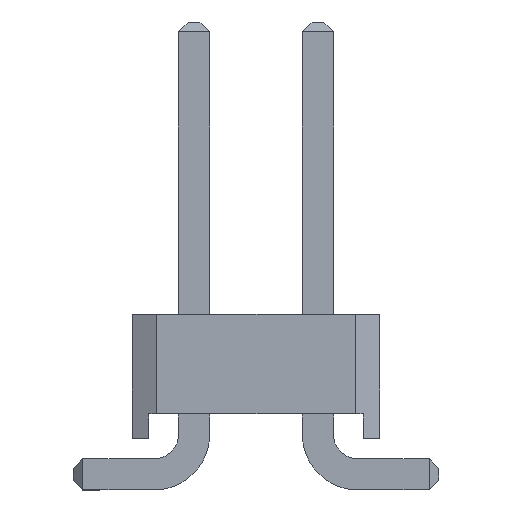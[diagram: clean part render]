
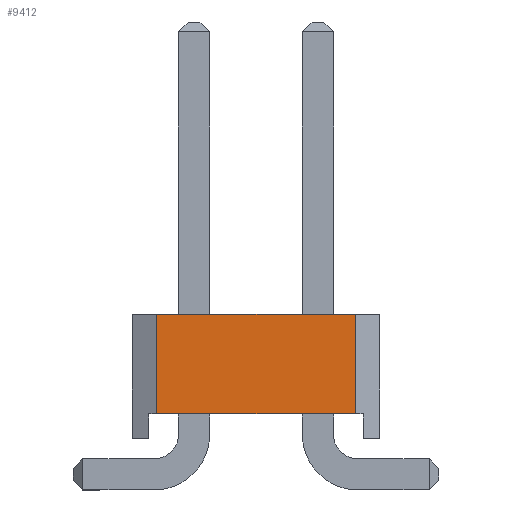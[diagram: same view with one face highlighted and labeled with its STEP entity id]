
A CAD part, front view. The second image highlights one B-rep face of the part: STEP entity #9412.
In plain terms, the highlighted face is planar.
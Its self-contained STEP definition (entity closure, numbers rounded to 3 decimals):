
#1484=ORIENTED_EDGE('',*,*,#2650,.F.);
#1485=ORIENTED_EDGE('',*,*,#2658,.T.);
#1486=ORIENTED_EDGE('',*,*,#2655,.T.);
#1487=ORIENTED_EDGE('',*,*,#2659,.T.);
#2650=EDGE_CURVE('',#3360,#3361,#4130,.T.);
#2655=EDGE_CURVE('',#3362,#3363,#4135,.T.);
#2658=EDGE_CURVE('',#3360,#3362,#4138,.T.);
#2659=EDGE_CURVE('',#3363,#3361,#4139,.T.);
#3360=VERTEX_POINT('',#13078);
#3361=VERTEX_POINT('',#13080);
#3362=VERTEX_POINT('',#13084);
#3363=VERTEX_POINT('',#13087);
#4130=LINE('',#13079,#5018);
#4135=LINE('',#13088,#5023);
#4138=LINE('',#13094,#5026);
#4139=LINE('',#13096,#5027);
#5018=VECTOR('',#11196,1000.);
#5023=VECTOR('',#11203,1000.);
#5026=VECTOR('',#11212,1000.);
#5027=VECTOR('',#11215,1000.);
#5590=EDGE_LOOP('',(#1484,#1485,#1486,#1487));
#6000=FACE_BOUND('',#5590,.T.);
#6354=PLANE('',#9857);
#9412=ADVANCED_FACE('',(#6000),#6354,.T.);
#9857=AXIS2_PLACEMENT_3D('',#13209,#11272,#11273);
#11196=DIRECTION('',(0.,0.,1.));
#11203=DIRECTION('',(0.,0.,1.));
#11212=DIRECTION('',(0.,-1.,0.));
#11215=DIRECTION('',(0.,1.,0.));
#11272=DIRECTION('',(-1.,0.,0.));
#11273=DIRECTION('',(0.,0.,1.));
#13078=CARTESIAN_POINT('',(-8.89,2.04,-0.77));
#13079=CARTESIAN_POINT('',(-8.89,2.04,-17.633));
#13080=CARTESIAN_POINT('',(-8.89,2.04,1.27));
#13084=CARTESIAN_POINT('',(-8.89,-2.04,-0.77));
#13087=CARTESIAN_POINT('',(-8.89,-2.04,1.27));
#13088=CARTESIAN_POINT('',(-8.89,-2.04,-17.633));
#13094=CARTESIAN_POINT('',(-8.89,-2.54,-0.77));
#13096=CARTESIAN_POINT('',(-8.89,-2.54,1.27));
#13209=CARTESIAN_POINT('',(-8.89,-2.54,-1.27));
